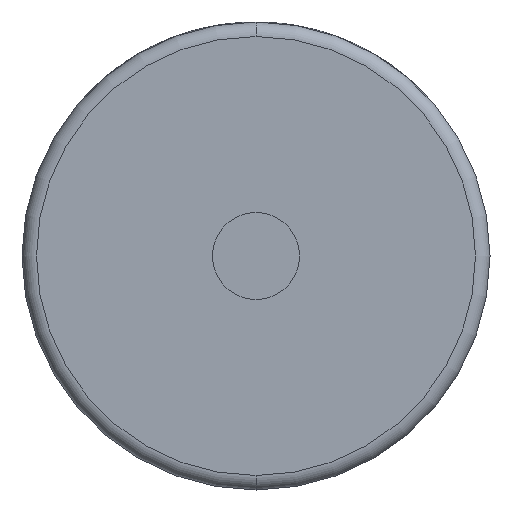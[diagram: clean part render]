
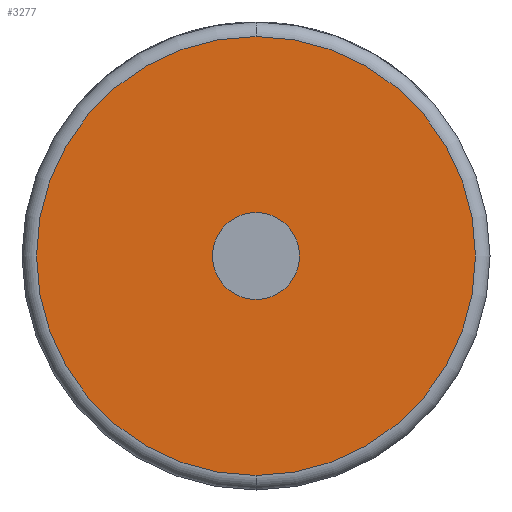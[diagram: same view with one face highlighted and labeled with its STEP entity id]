
A CAD part, front view. The second image highlights one B-rep face of the part: STEP entity #3277.
In plain terms, the highlighted planar face has unit normal (0, -1, 0).
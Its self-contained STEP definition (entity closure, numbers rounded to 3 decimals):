
#29 = CIRCLE ( 'NONE', #3752, 6. ) ;
#127 = DIRECTION ( 'NONE',  ( 0., 0., 1. ) ) ;
#140 = CARTESIAN_POINT ( 'NONE',  ( 0., 0., -6. ) ) ;
#146 = DIRECTION ( 'NONE',  ( 0., -1., 0. ) ) ;
#203 = DIRECTION ( 'NONE',  ( 0., 0., 1. ) ) ;
#532 = DIRECTION ( 'NONE',  ( 0., 0., 1. ) ) ;
#827 = DIRECTION ( 'NONE',  ( 0., 0., 1. ) ) ;
#844 = EDGE_CURVE ( 'NONE', #2147, #1468, #29, .T. ) ;
#893 = CARTESIAN_POINT ( 'NONE',  ( 0., 0., 0. ) ) ;
#915 = VERTEX_POINT ( 'NONE', #2428 ) ;
#947 = CARTESIAN_POINT ( 'NONE',  ( 0., 0., -30.25 ) ) ;
#1083 = ORIENTED_EDGE ( 'NONE', *, *, #1908, .T. ) ;
#1355 = EDGE_LOOP ( 'NONE', ( #3206, #1083 ) ) ;
#1467 = CIRCLE ( 'NONE', #4652, 30.25 ) ;
#1468 = VERTEX_POINT ( 'NONE', #140 ) ;
#1674 = VERTEX_POINT ( 'NONE', #947 ) ;
#1908 = EDGE_CURVE ( 'NONE', #1674, #915, #4397, .T. ) ;
#2060 = AXIS2_PLACEMENT_3D ( 'NONE', #2223, #2649, #827 ) ;
#2090 = CARTESIAN_POINT ( 'NONE',  ( 0., 0., 0. ) ) ;
#2100 = FACE_OUTER_BOUND ( 'NONE', #1355, .T. ) ;
#2147 = VERTEX_POINT ( 'NONE', #2743 ) ;
#2223 = CARTESIAN_POINT ( 'NONE',  ( 0., 0., 0. ) ) ;
#2236 = ORIENTED_EDGE ( 'NONE', *, *, #2340, .F. ) ;
#2266 = FACE_BOUND ( 'NONE', #4376, .T. ) ;
#2295 = DIRECTION ( 'NONE',  ( 0., -1., 0. ) ) ;
#2340 = EDGE_CURVE ( 'NONE', #1468, #2147, #4550, .T. ) ;
#2428 = CARTESIAN_POINT ( 'NONE',  ( 0., 0., 30.25 ) ) ;
#2445 = EDGE_CURVE ( 'NONE', #915, #1674, #1467, .T. ) ;
#2649 = DIRECTION ( 'NONE',  ( 0., 1., 0. ) ) ;
#2743 = CARTESIAN_POINT ( 'NONE',  ( 0., 0., 6. ) ) ;
#3206 = ORIENTED_EDGE ( 'NONE', *, *, #2445, .T. ) ;
#3277 = ADVANCED_FACE ( 'NONE', ( #2100, #2266 ), #3315, .F. ) ;
#3315 = PLANE ( 'NONE',  #2060 ) ;
#3366 = CARTESIAN_POINT ( 'NONE',  ( 0., 0., 0. ) ) ;
#3507 = DIRECTION ( 'NONE',  ( 0., 0., 1. ) ) ;
#3522 = AXIS2_PLACEMENT_3D ( 'NONE', #3366, #4011, #127 ) ;
#3752 = AXIS2_PLACEMENT_3D ( 'NONE', #2090, #4576, #3507 ) ;
#4011 = DIRECTION ( 'NONE',  ( 0., -1., 0. ) ) ;
#4260 = AXIS2_PLACEMENT_3D ( 'NONE', #4480, #146, #532 ) ;
#4376 = EDGE_LOOP ( 'NONE', ( #4522, #2236 ) ) ;
#4397 = CIRCLE ( 'NONE', #4260, 30.25 ) ;
#4480 = CARTESIAN_POINT ( 'NONE',  ( 0., 0., 0. ) ) ;
#4522 = ORIENTED_EDGE ( 'NONE', *, *, #844, .F. ) ;
#4550 = CIRCLE ( 'NONE', #3522, 6. ) ;
#4576 = DIRECTION ( 'NONE',  ( 0., -1., 0. ) ) ;
#4652 = AXIS2_PLACEMENT_3D ( 'NONE', #893, #2295, #203 ) ;
